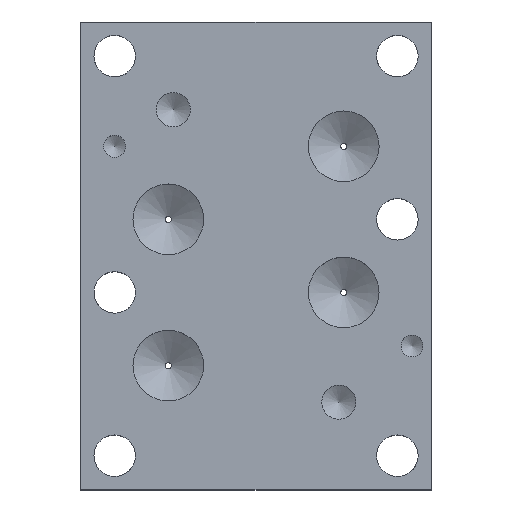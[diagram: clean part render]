
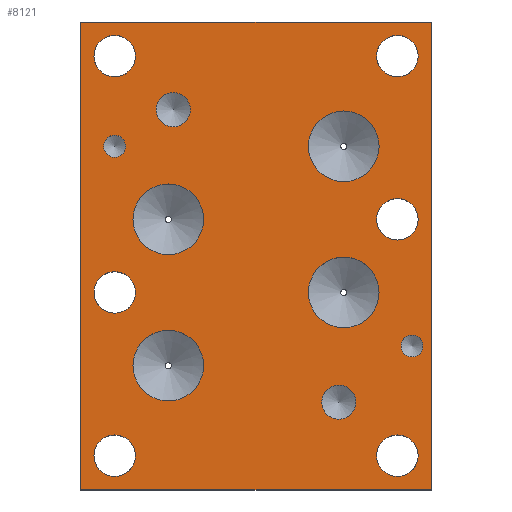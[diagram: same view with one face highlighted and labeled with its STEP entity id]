
A CAD part, top view. The second image highlights one B-rep face of the part: STEP entity #8121.
In plain terms, the highlighted planar face has unit normal (0, 0, 1).
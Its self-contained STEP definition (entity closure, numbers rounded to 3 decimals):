
#156=CIRCLE('',#8520,6.756);
#157=CIRCLE('',#8522,6.756);
#158=CIRCLE('',#8524,6.756);
#159=CIRCLE('',#8526,6.756);
#160=CIRCLE('',#8528,6.756);
#161=CIRCLE('',#8530,6.756);
#163=CIRCLE('',#8534,5.563);
#165=CIRCLE('',#8538,5.563);
#167=CIRCLE('',#8542,11.509);
#169=CIRCLE('',#8546,11.506);
#171=CIRCLE('',#8550,11.506);
#173=CIRCLE('',#8554,11.506);
#175=CIRCLE('',#8558,3.569);
#177=CIRCLE('',#8562,3.569);
#238=FACE_BOUND('',#1435,.T.);
#239=FACE_BOUND('',#1436,.T.);
#240=FACE_BOUND('',#1437,.T.);
#241=FACE_BOUND('',#1438,.T.);
#242=FACE_BOUND('',#1439,.T.);
#243=FACE_BOUND('',#1440,.T.);
#244=FACE_BOUND('',#1441,.T.);
#245=FACE_BOUND('',#1442,.T.);
#246=FACE_BOUND('',#1443,.T.);
#247=FACE_BOUND('',#1444,.T.);
#248=FACE_BOUND('',#1445,.T.);
#249=FACE_BOUND('',#1446,.T.);
#250=FACE_BOUND('',#1447,.T.);
#251=FACE_BOUND('',#1448,.T.);
#952=FACE_OUTER_BOUND('',#1434,.T.);
#1434=EDGE_LOOP('',(#7093,#7094,#7095,#7096));
#1435=EDGE_LOOP('',(#7097));
#1436=EDGE_LOOP('',(#7098));
#1437=EDGE_LOOP('',(#7099));
#1438=EDGE_LOOP('',(#7100));
#1439=EDGE_LOOP('',(#7101));
#1440=EDGE_LOOP('',(#7102));
#1441=EDGE_LOOP('',(#7103));
#1442=EDGE_LOOP('',(#7104));
#1443=EDGE_LOOP('',(#7105));
#1444=EDGE_LOOP('',(#7106));
#1445=EDGE_LOOP('',(#7107));
#1446=EDGE_LOOP('',(#7108));
#1447=EDGE_LOOP('',(#7109));
#1448=EDGE_LOOP('',(#7110));
#1750=LINE('',#12065,#2564);
#2186=LINE('',#13229,#3000);
#2260=LINE('',#13903,#3074);
#2262=LINE('',#13906,#3076);
#2564=VECTOR('',#9045,10.);
#3000=VECTOR('',#9801,10.);
#3074=VECTOR('',#10231,10.);
#3076=VECTOR('',#10235,10.);
#3373=VERTEX_POINT('',#12062);
#3374=VERTEX_POINT('',#12064);
#3686=VERTEX_POINT('',#13228);
#3784=VERTEX_POINT('',#13810);
#3785=VERTEX_POINT('',#13814);
#3786=VERTEX_POINT('',#13818);
#3787=VERTEX_POINT('',#13822);
#3788=VERTEX_POINT('',#13826);
#3789=VERTEX_POINT('',#13830);
#3792=VERTEX_POINT('',#13839);
#3795=VERTEX_POINT('',#13848);
#3797=VERTEX_POINT('',#13856);
#3799=VERTEX_POINT('',#13864);
#3801=VERTEX_POINT('',#13872);
#3803=VERTEX_POINT('',#13880);
#3806=VERTEX_POINT('',#13889);
#3809=VERTEX_POINT('',#13898);
#3810=VERTEX_POINT('',#13902);
#4254=EDGE_CURVE('',#3374,#3373,#1750,.T.);
#4722=EDGE_CURVE('',#3686,#3374,#2186,.T.);
#4864=EDGE_CURVE('',#3784,#3784,#156,.T.);
#4866=EDGE_CURVE('',#3785,#3785,#157,.T.);
#4868=EDGE_CURVE('',#3786,#3786,#158,.T.);
#4870=EDGE_CURVE('',#3787,#3787,#159,.T.);
#4872=EDGE_CURVE('',#3788,#3788,#160,.T.);
#4874=EDGE_CURVE('',#3789,#3789,#161,.T.);
#4878=EDGE_CURVE('',#3792,#3792,#163,.T.);
#4882=EDGE_CURVE('',#3795,#3795,#165,.T.);
#4886=EDGE_CURVE('',#3797,#3797,#167,.T.);
#4890=EDGE_CURVE('',#3799,#3799,#169,.T.);
#4894=EDGE_CURVE('',#3801,#3801,#171,.T.);
#4898=EDGE_CURVE('',#3803,#3803,#173,.T.);
#4902=EDGE_CURVE('',#3806,#3806,#175,.T.);
#4906=EDGE_CURVE('',#3809,#3809,#177,.T.);
#4908=EDGE_CURVE('',#3810,#3686,#2260,.T.);
#4910=EDGE_CURVE('',#3373,#3810,#2262,.T.);
#7093=ORIENTED_EDGE('',*,*,#4722,.T.);
#7094=ORIENTED_EDGE('',*,*,#4254,.T.);
#7095=ORIENTED_EDGE('',*,*,#4910,.T.);
#7096=ORIENTED_EDGE('',*,*,#4908,.T.);
#7097=ORIENTED_EDGE('',*,*,#4864,.T.);
#7098=ORIENTED_EDGE('',*,*,#4866,.T.);
#7099=ORIENTED_EDGE('',*,*,#4868,.T.);
#7100=ORIENTED_EDGE('',*,*,#4870,.T.);
#7101=ORIENTED_EDGE('',*,*,#4872,.T.);
#7102=ORIENTED_EDGE('',*,*,#4874,.T.);
#7103=ORIENTED_EDGE('',*,*,#4878,.T.);
#7104=ORIENTED_EDGE('',*,*,#4882,.T.);
#7105=ORIENTED_EDGE('',*,*,#4886,.T.);
#7106=ORIENTED_EDGE('',*,*,#4890,.T.);
#7107=ORIENTED_EDGE('',*,*,#4894,.T.);
#7108=ORIENTED_EDGE('',*,*,#4898,.T.);
#7109=ORIENTED_EDGE('',*,*,#4902,.T.);
#7110=ORIENTED_EDGE('',*,*,#4906,.T.);
#7375=PLANE('',#8567);
#8121=ADVANCED_FACE('',(#952,#238,#239,#240,#241,#242,#243,#244,#245,#246,
#247,#248,#249,#250,#251),#7375,.T.);
#8520=AXIS2_PLACEMENT_3D('',#13811,#10121,#10122);
#8522=AXIS2_PLACEMENT_3D('',#13815,#10126,#10127);
#8524=AXIS2_PLACEMENT_3D('',#13819,#10131,#10132);
#8526=AXIS2_PLACEMENT_3D('',#13823,#10136,#10137);
#8528=AXIS2_PLACEMENT_3D('',#13827,#10141,#10142);
#8530=AXIS2_PLACEMENT_3D('',#13831,#10146,#10147);
#8534=AXIS2_PLACEMENT_3D('',#13840,#10156,#10157);
#8538=AXIS2_PLACEMENT_3D('',#13849,#10166,#10167);
#8542=AXIS2_PLACEMENT_3D('',#13857,#10176,#10177);
#8546=AXIS2_PLACEMENT_3D('',#13865,#10186,#10187);
#8550=AXIS2_PLACEMENT_3D('',#13873,#10196,#10197);
#8554=AXIS2_PLACEMENT_3D('',#13881,#10206,#10207);
#8558=AXIS2_PLACEMENT_3D('',#13890,#10216,#10217);
#8562=AXIS2_PLACEMENT_3D('',#13899,#10226,#10227);
#8567=AXIS2_PLACEMENT_3D('',#13909,#10240,#10241);
#9045=DIRECTION('',(0.,1.,0.));
#9801=DIRECTION('',(1.,0.,0.));
#10121=DIRECTION('center_axis',(0.,0.,-1.));
#10122=DIRECTION('ref_axis',(1.,0.,0.));
#10126=DIRECTION('center_axis',(0.,0.,-1.));
#10127=DIRECTION('ref_axis',(1.,0.,0.));
#10131=DIRECTION('center_axis',(0.,0.,-1.));
#10132=DIRECTION('ref_axis',(1.,0.,0.));
#10136=DIRECTION('center_axis',(0.,0.,-1.));
#10137=DIRECTION('ref_axis',(1.,0.,0.));
#10141=DIRECTION('center_axis',(0.,0.,-1.));
#10142=DIRECTION('ref_axis',(1.,0.,0.));
#10146=DIRECTION('center_axis',(0.,0.,-1.));
#10147=DIRECTION('ref_axis',(1.,0.,0.));
#10156=DIRECTION('center_axis',(0.,0.,-1.));
#10157=DIRECTION('ref_axis',(1.,0.,0.));
#10166=DIRECTION('center_axis',(0.,0.,-1.));
#10167=DIRECTION('ref_axis',(1.,0.,0.));
#10176=DIRECTION('center_axis',(0.,0.,-1.));
#10177=DIRECTION('ref_axis',(1.,0.,0.));
#10186=DIRECTION('center_axis',(0.,0.,-1.));
#10187=DIRECTION('ref_axis',(1.,0.,0.));
#10196=DIRECTION('center_axis',(0.,0.,-1.));
#10197=DIRECTION('ref_axis',(1.,0.,0.));
#10206=DIRECTION('center_axis',(0.,0.,-1.));
#10207=DIRECTION('ref_axis',(1.,0.,0.));
#10216=DIRECTION('center_axis',(0.,0.,-1.));
#10217=DIRECTION('ref_axis',(1.,0.,0.));
#10226=DIRECTION('center_axis',(0.,0.,-1.));
#10227=DIRECTION('ref_axis',(1.,0.,0.));
#10231=DIRECTION('',(0.,-1.,0.));
#10235=DIRECTION('',(-1.,0.,0.));
#10240=DIRECTION('center_axis',(0.,0.,1.));
#10241=DIRECTION('ref_axis',(1.,0.,0.));
#12062=CARTESIAN_POINT('',(114.3,152.4,25.4));
#12064=CARTESIAN_POINT('',(114.3,0.,25.4));
#12065=CARTESIAN_POINT('',(114.3,0.,25.4));
#13228=CARTESIAN_POINT('',(0.,0.,25.4));
#13229=CARTESIAN_POINT('',(0.,0.,25.4));
#13810=CARTESIAN_POINT('',(4.356,141.293,25.4));
#13811=CARTESIAN_POINT('Origin',(11.113,141.293,25.4));
#13814=CARTESIAN_POINT('',(4.382,64.305,25.4));
#13815=CARTESIAN_POINT('Origin',(11.138,64.305,25.4));
#13818=CARTESIAN_POINT('',(4.369,11.125,25.4));
#13819=CARTESIAN_POINT('Origin',(11.125,11.125,25.4));
#13822=CARTESIAN_POINT('',(96.444,11.125,25.4));
#13823=CARTESIAN_POINT('Origin',(103.2,11.125,25.4));
#13826=CARTESIAN_POINT('',(96.457,88.118,25.4));
#13827=CARTESIAN_POINT('Origin',(103.213,88.118,25.4));
#13830=CARTESIAN_POINT('',(96.444,141.298,25.4));
#13831=CARTESIAN_POINT('Origin',(103.2,141.298,25.4));
#13839=CARTESIAN_POINT('',(24.613,123.833,25.4));
#13840=CARTESIAN_POINT('Origin',(30.175,123.833,25.4));
#13848=CARTESIAN_POINT('',(78.588,28.583,25.4));
#13849=CARTESIAN_POINT('Origin',(84.15,28.583,25.4));
#13856=CARTESIAN_POINT('',(74.229,111.925,25.4));
#13857=CARTESIAN_POINT('Origin',(85.738,111.925,25.4));
#13864=CARTESIAN_POINT('',(17.082,88.125,25.4));
#13865=CARTESIAN_POINT('Origin',(28.588,88.125,25.4));
#13872=CARTESIAN_POINT('',(74.232,64.3,25.4));
#13873=CARTESIAN_POINT('Origin',(85.738,64.3,25.4));
#13880=CARTESIAN_POINT('',(17.082,40.475,25.4));
#13881=CARTESIAN_POINT('Origin',(28.588,40.475,25.4));
#13889=CARTESIAN_POINT('',(7.544,111.925,25.4));
#13890=CARTESIAN_POINT('Origin',(11.113,111.925,25.4));
#13898=CARTESIAN_POINT('',(104.394,46.85,25.4));
#13899=CARTESIAN_POINT('Origin',(107.963,46.85,25.4));
#13902=CARTESIAN_POINT('',(0.,152.4,25.4));
#13903=CARTESIAN_POINT('',(0.,152.4,25.4));
#13906=CARTESIAN_POINT('',(114.3,152.4,25.4));
#13909=CARTESIAN_POINT('Origin',(57.15,76.2,25.4));
